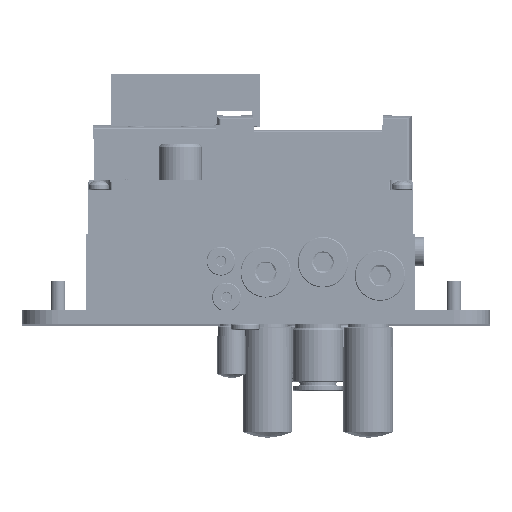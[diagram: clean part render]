
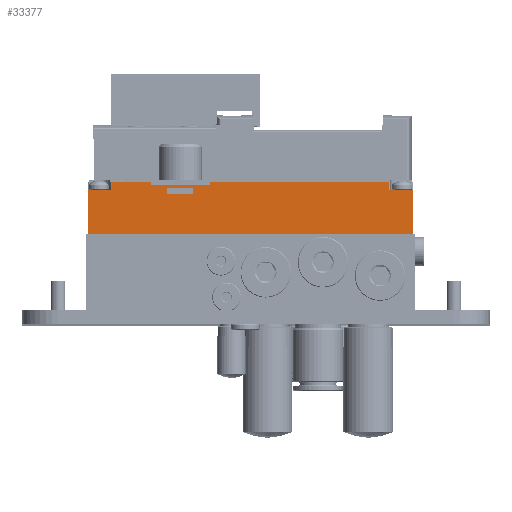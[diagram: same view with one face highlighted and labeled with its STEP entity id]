
A CAD part, top view. The second image highlights one B-rep face of the part: STEP entity #33377.
In plain terms, the highlighted planar face has unit normal (0, 0, 1).
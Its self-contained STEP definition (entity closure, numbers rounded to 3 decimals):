
#2457=FACE_BOUND('',#9742,.T.);
#6690=FACE_OUTER_BOUND('',#9741,.T.);
#9741=EDGE_LOOP('',(#28187,#28188,#28189,#28190,#28191,#28192,#28193,#28194,
#28195,#28196,#28197,#28198));
#9742=EDGE_LOOP('',(#28199,#28200,#28201,#28202));
#12264=LINE('',#55499,#14513);
#12267=LINE('',#55505,#14516);
#12273=LINE('',#55516,#14522);
#12274=LINE('',#55519,#14523);
#12275=LINE('',#55521,#14524);
#12276=LINE('',#55523,#14525);
#12277=LINE('',#55525,#14526);
#12278=LINE('',#55527,#14527);
#12279=LINE('',#55529,#14528);
#12280=LINE('',#55531,#14529);
#12281=LINE('',#55533,#14530);
#12282=LINE('',#55534,#14531);
#12283=LINE('',#55537,#14532);
#12284=LINE('',#55539,#14533);
#12285=LINE('',#55541,#14534);
#12286=LINE('',#55542,#14535);
#14513=VECTOR('',#44979,10.);
#14516=VECTOR('',#44984,10.);
#14522=VECTOR('',#44992,10.);
#14523=VECTOR('',#44995,10.);
#14524=VECTOR('',#44996,10.);
#14525=VECTOR('',#44997,10.);
#14526=VECTOR('',#44998,10.);
#14527=VECTOR('',#44999,10.);
#14528=VECTOR('',#45000,10.);
#14529=VECTOR('',#45001,10.);
#14530=VECTOR('',#45002,10.);
#14531=VECTOR('',#45003,10.);
#14532=VECTOR('',#45004,10.);
#14533=VECTOR('',#45005,10.);
#14534=VECTOR('',#45006,10.);
#14535=VECTOR('',#45007,10.);
#17377=VERTEX_POINT('',#55496);
#17378=VERTEX_POINT('',#55498);
#17379=VERTEX_POINT('',#55502);
#17383=VERTEX_POINT('',#55511);
#17385=VERTEX_POINT('',#55518);
#17386=VERTEX_POINT('',#55520);
#17387=VERTEX_POINT('',#55522);
#17388=VERTEX_POINT('',#55524);
#17389=VERTEX_POINT('',#55526);
#17390=VERTEX_POINT('',#55528);
#17391=VERTEX_POINT('',#55530);
#17392=VERTEX_POINT('',#55532);
#17393=VERTEX_POINT('',#55535);
#17394=VERTEX_POINT('',#55536);
#17395=VERTEX_POINT('',#55538);
#17396=VERTEX_POINT('',#55540);
#21195=EDGE_CURVE('',#17378,#17377,#12264,.T.);
#21198=EDGE_CURVE('',#17377,#17379,#12267,.T.);
#21204=EDGE_CURVE('',#17383,#17378,#12273,.T.);
#21205=EDGE_CURVE('',#17379,#17385,#12274,.T.);
#21206=EDGE_CURVE('',#17386,#17385,#12275,.T.);
#21207=EDGE_CURVE('',#17386,#17387,#12276,.T.);
#21208=EDGE_CURVE('',#17388,#17387,#12277,.T.);
#21209=EDGE_CURVE('',#17388,#17389,#12278,.T.);
#21210=EDGE_CURVE('',#17389,#17390,#12279,.T.);
#21211=EDGE_CURVE('',#17390,#17391,#12280,.T.);
#21212=EDGE_CURVE('',#17391,#17392,#12281,.T.);
#21213=EDGE_CURVE('',#17392,#17383,#12282,.T.);
#21214=EDGE_CURVE('',#17393,#17394,#12283,.T.);
#21215=EDGE_CURVE('',#17394,#17395,#12284,.T.);
#21216=EDGE_CURVE('',#17395,#17396,#12285,.T.);
#21217=EDGE_CURVE('',#17396,#17393,#12286,.T.);
#28187=ORIENTED_EDGE('',*,*,#21204,.T.);
#28188=ORIENTED_EDGE('',*,*,#21195,.T.);
#28189=ORIENTED_EDGE('',*,*,#21198,.T.);
#28190=ORIENTED_EDGE('',*,*,#21205,.T.);
#28191=ORIENTED_EDGE('',*,*,#21206,.F.);
#28192=ORIENTED_EDGE('',*,*,#21207,.T.);
#28193=ORIENTED_EDGE('',*,*,#21208,.F.);
#28194=ORIENTED_EDGE('',*,*,#21209,.T.);
#28195=ORIENTED_EDGE('',*,*,#21210,.T.);
#28196=ORIENTED_EDGE('',*,*,#21211,.T.);
#28197=ORIENTED_EDGE('',*,*,#21212,.T.);
#28198=ORIENTED_EDGE('',*,*,#21213,.T.);
#28199=ORIENTED_EDGE('',*,*,#21214,.T.);
#28200=ORIENTED_EDGE('',*,*,#21215,.T.);
#28201=ORIENTED_EDGE('',*,*,#21216,.T.);
#28202=ORIENTED_EDGE('',*,*,#21217,.T.);
#31607=PLANE('',#36775);
#33377=ADVANCED_FACE('',(#6690,#2457),#31607,.T.);
#36775=AXIS2_PLACEMENT_3D('',#55517,#44993,#44994);
#44979=DIRECTION('',(-1.,0.,0.));
#44984=DIRECTION('',(0.,1.,0.));
#44992=DIRECTION('',(0.,-1.,0.));
#44993=DIRECTION('center_axis',(0.,0.,1.));
#44994=DIRECTION('ref_axis',(1.,0.,0.));
#44995=DIRECTION('',(-1.,0.,0.));
#44996=DIRECTION('',(0.,1.,0.));
#44997=DIRECTION('',(-1.,0.,0.));
#44998=DIRECTION('',(0.,1.,0.));
#44999=DIRECTION('',(1.,0.,0.));
#45000=DIRECTION('',(0.,1.,0.));
#45001=DIRECTION('',(-1.,0.,0.));
#45002=DIRECTION('',(0.,1.,0.));
#45003=DIRECTION('',(-1.,0.,0.));
#45004=DIRECTION('',(0.,1.,0.));
#45005=DIRECTION('',(1.,0.,0.));
#45006=DIRECTION('',(0.,-1.,0.));
#45007=DIRECTION('',(-1.,0.,0.));
#55496=CARTESIAN_POINT('',(-27.75,13.8,20.925));
#55498=CARTESIAN_POINT('',(-11.25,13.8,20.925));
#55499=CARTESIAN_POINT('',(-32.375,13.8,20.925));
#55502=CARTESIAN_POINT('',(-27.75,14.4,20.925));
#55505=CARTESIAN_POINT('',(-27.75,7.2,20.925));
#55511=CARTESIAN_POINT('',(-11.25,14.4,20.925));
#55516=CARTESIAN_POINT('',(-11.25,7.2,20.925));
#55517=CARTESIAN_POINT('Origin',(-45.25,0.,20.925));
#55518=CARTESIAN_POINT('',(-38.4,14.4,20.925));
#55519=CARTESIAN_POINT('',(-22.625,14.4,20.925));
#55520=CARTESIAN_POINT('',(-38.4,12.3,20.925));
#55521=CARTESIAN_POINT('',(-38.4,15.,20.925));
#55522=CARTESIAN_POINT('',(-45.25,12.3,20.925));
#55523=CARTESIAN_POINT('',(-22.625,12.3,20.925));
#55524=CARTESIAN_POINT('',(-45.25,0.,20.925));
#55525=CARTESIAN_POINT('',(-45.25,0.,20.925));
#55526=CARTESIAN_POINT('',(45.25,0.,20.925));
#55527=CARTESIAN_POINT('',(-45.25,0.,20.925));
#55528=CARTESIAN_POINT('',(45.25,12.3,20.925));
#55529=CARTESIAN_POINT('',(45.25,0.,20.925));
#55530=CARTESIAN_POINT('',(38.4,12.3,20.925));
#55531=CARTESIAN_POINT('',(-22.625,12.3,20.925));
#55532=CARTESIAN_POINT('',(38.4,14.4,20.925));
#55533=CARTESIAN_POINT('',(38.4,15.,20.925));
#55534=CARTESIAN_POINT('',(-22.625,14.4,20.925));
#55535=CARTESIAN_POINT('',(-23.11,11.29,20.925));
#55536=CARTESIAN_POINT('',(-23.11,12.79,20.925));
#55537=CARTESIAN_POINT('',(-23.11,6.02,20.925));
#55538=CARTESIAN_POINT('',(-15.89,12.79,20.925));
#55539=CARTESIAN_POINT('',(-32.375,12.79,20.925));
#55540=CARTESIAN_POINT('',(-15.89,11.29,20.925));
#55541=CARTESIAN_POINT('',(-15.89,6.02,20.925));
#55542=CARTESIAN_POINT('',(-32.375,11.29,20.925));
